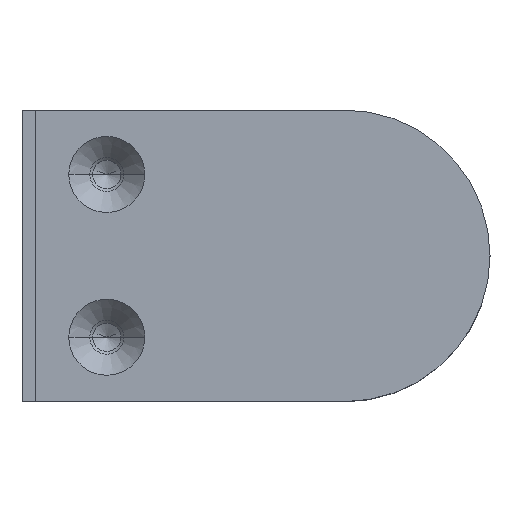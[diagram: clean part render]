
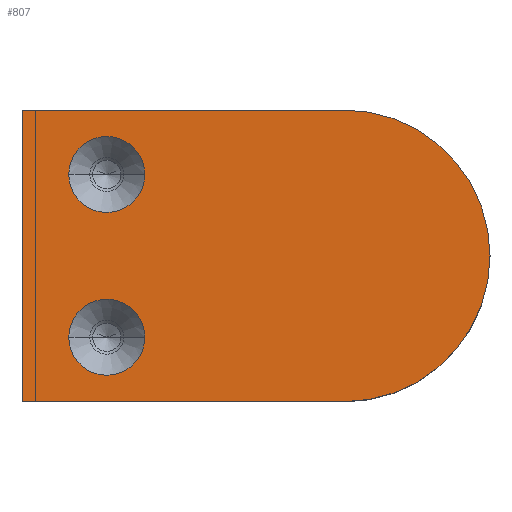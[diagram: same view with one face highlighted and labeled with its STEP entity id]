
A CAD part, top view. The second image highlights one B-rep face of the part: STEP entity #807.
In plain terms, the highlighted planar face has unit normal (0, 0, 1).
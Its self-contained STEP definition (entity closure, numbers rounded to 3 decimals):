
#46=DIRECTION('',(0.,1.,0.));
#47=VECTOR('',#46,43.);
#48=CARTESIAN_POINT('',(-47.5,-21.5,0.));
#49=LINE('',#48,#47);
#50=DIRECTION('',(-1.,0.,0.));
#51=VECTOR('',#50,47.5);
#52=CARTESIAN_POINT('',(0.,21.5,0.));
#53=LINE('',#52,#51);
#54=CARTESIAN_POINT('',(0.,0.,0.));
#55=DIRECTION('',(0.,0.,1.));
#56=DIRECTION('',(0.,-1.,0.));
#57=AXIS2_PLACEMENT_3D('',#54,#55,#56);
#59=DIRECTION('',(1.,0.,0.));
#60=VECTOR('',#59,47.5);
#61=CARTESIAN_POINT('',(-47.5,-21.5,0.));
#62=LINE('',#61,#60);
#63=CARTESIAN_POINT('',(-35.,12.,0.));
#64=DIRECTION('',(0.,0.,1.));
#65=DIRECTION('',(-1.,0.,0.));
#66=AXIS2_PLACEMENT_3D('',#63,#64,#65);
#68=CARTESIAN_POINT('',(-35.,12.,0.));
#69=DIRECTION('',(0.,0.,1.));
#70=DIRECTION('',(1.,0.,0.));
#71=AXIS2_PLACEMENT_3D('',#68,#69,#70);
#73=CARTESIAN_POINT('',(-35.,-12.,0.));
#74=DIRECTION('',(0.,0.,1.));
#75=DIRECTION('',(-1.,0.,0.));
#76=AXIS2_PLACEMENT_3D('',#73,#74,#75);
#78=CARTESIAN_POINT('',(-35.,-12.,0.));
#79=DIRECTION('',(0.,0.,1.));
#80=DIRECTION('',(1.,0.,0.));
#81=AXIS2_PLACEMENT_3D('',#78,#79,#80);
#632=CARTESIAN_POINT('',(-47.5,-21.5,0.));
#633=CARTESIAN_POINT('',(-47.5,21.5,0.));
#634=VERTEX_POINT('',#632);
#635=VERTEX_POINT('',#633);
#736=CARTESIAN_POINT('',(0.,-21.5,0.));
#737=CARTESIAN_POINT('',(0.,21.5,0.));
#738=VERTEX_POINT('',#736);
#739=VERTEX_POINT('',#737);
#762=CARTESIAN_POINT('',(-40.6,12.,0.));
#763=CARTESIAN_POINT('',(-29.4,12.,0.));
#764=VERTEX_POINT('',#762);
#765=VERTEX_POINT('',#763);
#776=CARTESIAN_POINT('',(-40.6,-12.,0.));
#777=CARTESIAN_POINT('',(-29.4,-12.,0.));
#778=VERTEX_POINT('',#776);
#779=VERTEX_POINT('',#777);
#780=CARTESIAN_POINT('',(0.,0.,0.));
#781=DIRECTION('',(0.,0.,1.));
#782=DIRECTION('',(1.,0.,0.));
#783=AXIS2_PLACEMENT_3D('',#780,#781,#782);
#784=PLANE('',#783);
#786=ORIENTED_EDGE('',*,*,#785,.T.);
#788=ORIENTED_EDGE('',*,*,#787,.F.);
#790=ORIENTED_EDGE('',*,*,#789,.F.);
#792=ORIENTED_EDGE('',*,*,#791,.F.);
#793=EDGE_LOOP('',(#786,#788,#790,#792));
#794=FACE_OUTER_BOUND('',#793,.F.);
#796=ORIENTED_EDGE('',*,*,#795,.T.);
#798=ORIENTED_EDGE('',*,*,#797,.T.);
#799=EDGE_LOOP('',(#796,#798));
#800=FACE_BOUND('',#799,.F.);
#802=ORIENTED_EDGE('',*,*,#801,.T.);
#804=ORIENTED_EDGE('',*,*,#803,.T.);
#805=EDGE_LOOP('',(#802,#804));
#806=FACE_BOUND('',#805,.F.);
#807=ADVANCED_FACE('',(#794,#800,#806),#784,.T.);
#58=CIRCLE('',#57,21.5);
#67=CIRCLE('',#66,5.6);
#72=CIRCLE('',#71,5.6);
#77=CIRCLE('',#76,5.6);
#82=CIRCLE('',#81,5.6);
#785=EDGE_CURVE('',#634,#635,#49,.T.);
#787=EDGE_CURVE('',#739,#635,#53,.T.);
#789=EDGE_CURVE('',#738,#739,#58,.T.);
#791=EDGE_CURVE('',#634,#738,#62,.T.);
#795=EDGE_CURVE('',#764,#765,#67,.T.);
#797=EDGE_CURVE('',#765,#764,#72,.T.);
#801=EDGE_CURVE('',#778,#779,#77,.T.);
#803=EDGE_CURVE('',#779,#778,#82,.T.);
